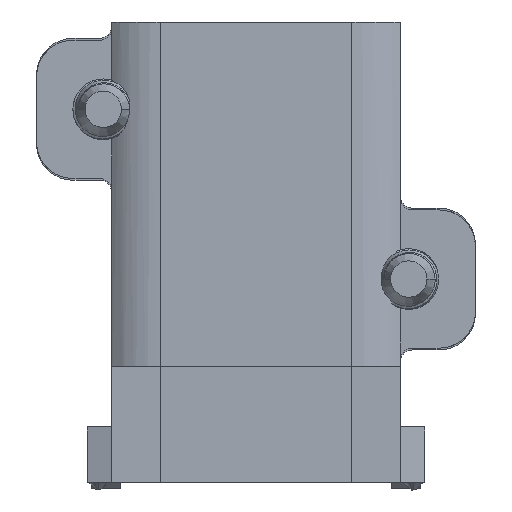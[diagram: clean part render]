
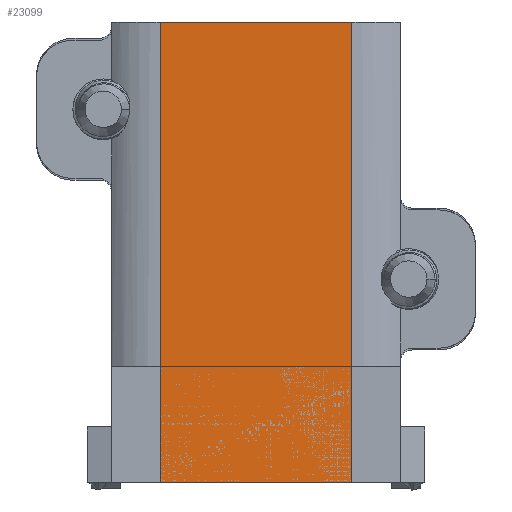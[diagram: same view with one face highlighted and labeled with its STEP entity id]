
A CAD part, left-side view. The second image highlights one B-rep face of the part: STEP entity #23099.
In plain terms, the highlighted planar face has unit normal (-1, 0, 0).
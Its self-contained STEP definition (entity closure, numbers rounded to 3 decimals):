
#140=DIRECTION('',(0.,1.,0.));
#141=VECTOR('',#140,7.9);
#142=CARTESIAN_POINT('',(-5.95,-3.95,17.8));
#143=LINE('',#142,#141);
#2486=DIRECTION('',(0.,0.,1.));
#2487=VECTOR('',#2486,19.);
#2488=CARTESIAN_POINT('',(-5.95,-3.95,-1.2));
#2489=LINE('',#2488,#2487);
#11578=DIRECTION('',(0.,0.,1.));
#11579=VECTOR('',#11578,19.);
#11580=CARTESIAN_POINT('',(-5.95,3.95,-1.2));
#11581=LINE('',#11580,#11579);
#11585=DIRECTION('',(0.,1.,0.));
#11586=VECTOR('',#11585,7.9);
#11587=CARTESIAN_POINT('',(-5.95,-3.95,-1.2));
#11588=LINE('',#11587,#11586);
#12459=CARTESIAN_POINT('',(-5.95,-3.95,-1.2));
#12460=VERTEX_POINT('',#12459);
#12461=CARTESIAN_POINT('',(-5.95,3.95,-1.2));
#12463=VERTEX_POINT('',#12461);
#12486=CARTESIAN_POINT('',(-5.95,3.95,17.8));
#12488=VERTEX_POINT('',#12486);
#12489=CARTESIAN_POINT('',(-5.95,-3.95,17.8));
#12491=VERTEX_POINT('',#12489);
#23088=CARTESIAN_POINT('',(-5.95,0.,0.));
#23089=DIRECTION('',(1.,0.,0.));
#23090=DIRECTION('',(0.,1.,0.));
#23091=AXIS2_PLACEMENT_3D('',#23088,#23089,#23090);
#23092=PLANE('',#23091);
#23093=ORIENTED_EDGE('',*,*,#14774,.T.);
#23094=ORIENTED_EDGE('',*,*,#13999,.F.);
#23095=ORIENTED_EDGE('',*,*,#15390,.F.);
#23096=ORIENTED_EDGE('',*,*,#17564,.T.);
#23097=EDGE_LOOP('',(#23093,#23094,#23095,#23096));
#23098=FACE_OUTER_BOUND('',#23097,.F.);
#13999=EDGE_CURVE('',#12491,#12488,#143,.T.);
#14774=EDGE_CURVE('',#12463,#12488,#11581,.T.);
#15390=EDGE_CURVE('',#12460,#12491,#2489,.T.);
#17564=EDGE_CURVE('',#12460,#12463,#11588,.T.);
#23099=ADVANCED_FACE('',(#23098),#23092,.F.);
